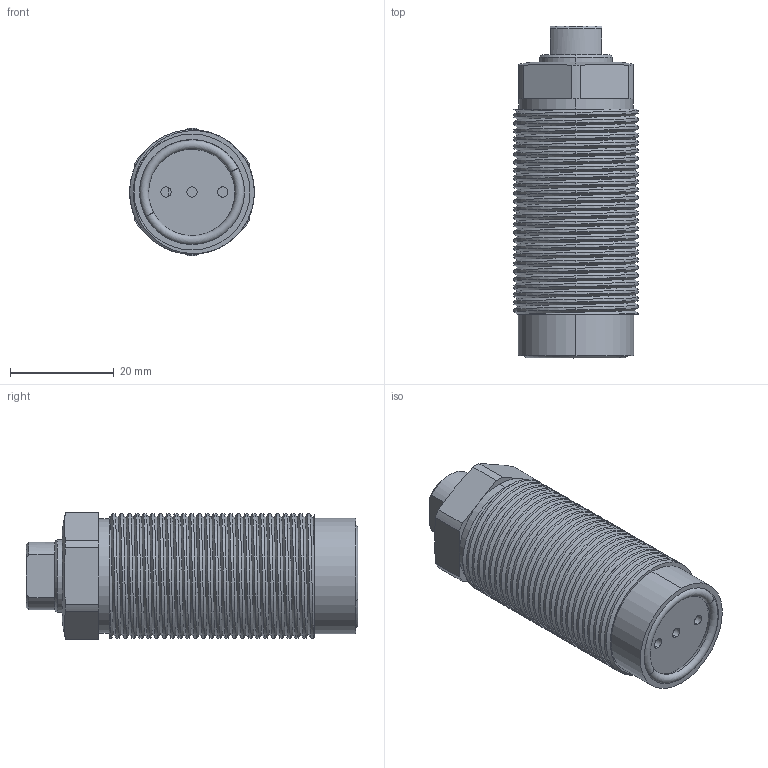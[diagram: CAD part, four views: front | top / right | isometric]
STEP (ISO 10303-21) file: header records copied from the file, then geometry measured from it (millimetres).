
FILE_DESCRIPTION (( 'STEP AP214' ), '1' );
FILE_NAME ('CTC-K024AL.STEP', '2018-10-27T07:58:49', ( '' ), ( '' ), 'SwSTEP 2.0', 'SolidWorks 2016', '' );
FILE_SCHEMA (( 'AUTOMOTIVE_DESIGN' ));
Length unit declared in the file: millimetre
Products named in the file (4): CTC-K024(0); CTC-K024-AL(HSG); CTC-K024-AL(BT); CTC-K024AL
Assembly tree (3 placements, depth 2):
  CTC-K024AL
    CTC-K024-AL(BT)
    CTC-K024-AL(HSG)
    CTC-K024(0)
Bounding box: 23.99 x 63.88 x 24.5 mm (x, y, z)
Volume: 21606.7 mm3; surface area: 13676.9 mm2
Topology: 3 solids, 3 shells, 127 faces, 330 edges, 212 vertices
Faces by surface type: cylinder 86, plane 26, cone 9, torus 4, bspline 2
Entity records: 6912 total; most frequent: CARTESIAN_POINT 3901, ORIENTED_EDGE 656, DIRECTION 558, EDGE_CURVE 328, AXIS2_PLACEMENT_3D 221, VERTEX_POINT 212, EDGE_LOOP 140, FACE_OUTER_BOUND 127
